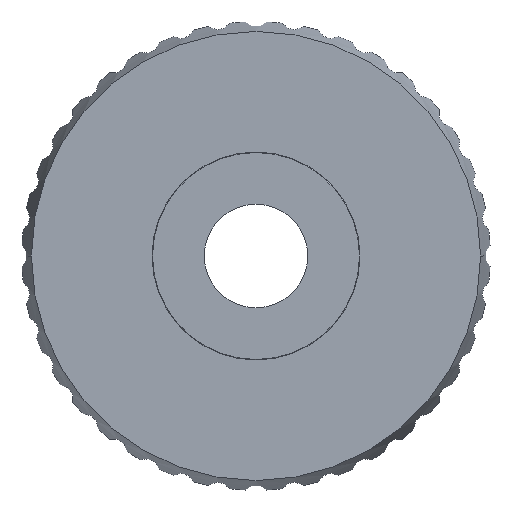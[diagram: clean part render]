
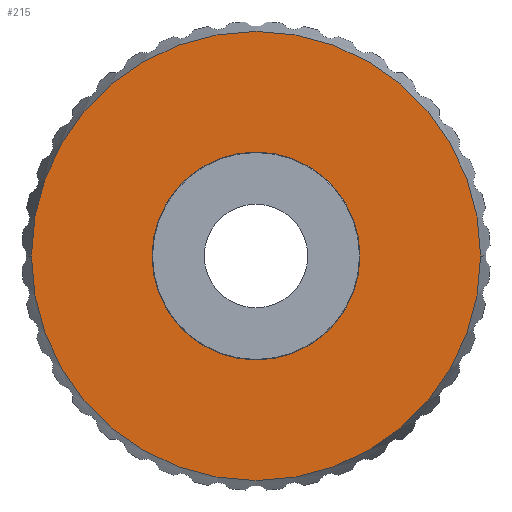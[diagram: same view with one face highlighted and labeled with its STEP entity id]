
A CAD part, front view. The second image highlights one B-rep face of the part: STEP entity #215.
In plain terms, the highlighted planar face has unit normal (0, -1, 0).
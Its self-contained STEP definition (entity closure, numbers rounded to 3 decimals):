
#215=ADVANCED_FACE('',(#558,#559),#560,.T.);
#558=FACE_OUTER_BOUND('',#907,.T.);
#559=FACE_BOUND('',#908,.T.);
#560=PLANE('',#909);
#907=EDGE_LOOP('',(#2350,#2351));
#908=EDGE_LOOP('',(#2352,#2353,#2354));
#909=AXIS2_PLACEMENT_3D('',#2355,#2356,#2357);
#2350=ORIENTED_EDGE('',*,*,#2557,.F.);
#2351=ORIENTED_EDGE('',*,*,#2725,.F.);
#2352=ORIENTED_EDGE('',*,*,#2967,.T.);
#2353=ORIENTED_EDGE('',*,*,#2547,.T.);
#2354=ORIENTED_EDGE('',*,*,#2968,.T.);
#2355=CARTESIAN_POINT('',(28.575,-15.9,0.0));
#2356=DIRECTION('',(0.0,-1.0,0.0));
#2357=DIRECTION('',(-1.0,0.0,0.0));
#2547=EDGE_CURVE('',#3139,#3145,#3147,.T.);
#2557=EDGE_CURVE('',#3163,#3166,#3167,.T.);
#2725=EDGE_CURVE('',#3166,#3163,#3496,.T.);
#2967=EDGE_CURVE('',#3818,#3139,#3819,.T.);
#2968=EDGE_CURVE('',#3145,#3818,#3820,.T.);
#3139=VERTEX_POINT('',#3993);
#3145=VERTEX_POINT('',#3999);
#3147=CIRCLE('',#4001,18.083);
#3163=VERTEX_POINT('',#4021);
#3166=VERTEX_POINT('',#4025);
#3167=CIRCLE('',#4026,39.066);
#3496=CIRCLE('',#4376,39.066);
#3818=VERTEX_POINT('',#5478);
#3819=CIRCLE('',#5479,18.083);
#3820=CIRCLE('',#5480,18.083);
#3993=CARTESIAN_POINT('',(0.,-15.9,-18.083));
#3999=CARTESIAN_POINT('',(0.,-15.9,18.083));
#4001=AXIS2_PLACEMENT_3D('',#5742,#5743,#5744);
#4021=CARTESIAN_POINT('',(39.066,-15.9,0.0));
#4025=CARTESIAN_POINT('',(-39.066,-15.9,0.));
#4026=AXIS2_PLACEMENT_3D('',#5762,#5763,#5764);
#4376=AXIS2_PLACEMENT_3D('',#6254,#6255,#6256);
#5478=CARTESIAN_POINT('',(18.083,-15.9,0.0));
#5479=AXIS2_PLACEMENT_3D('',#6590,#6591,#6592);
#5480=AXIS2_PLACEMENT_3D('',#6593,#6594,#6595);
#5742=CARTESIAN_POINT('',(0.0,-15.9,0.0));
#5743=DIRECTION('',(-0.0,1.0,0.0));
#5744=DIRECTION('',(1.0,0.0,0.0));
#5762=CARTESIAN_POINT('',(0.0,-15.9,0.0));
#5763=DIRECTION('',(-0.0,1.0,0.0));
#5764=DIRECTION('',(1.0,0.0,0.0));
#6254=CARTESIAN_POINT('',(0.0,-15.9,0.0));
#6255=DIRECTION('',(-0.0,1.0,0.0));
#6256=DIRECTION('',(1.0,0.0,0.0));
#6590=CARTESIAN_POINT('',(0.0,-15.9,0.0));
#6591=DIRECTION('',(-0.0,1.0,0.0));
#6592=DIRECTION('',(1.0,0.0,0.0));
#6593=CARTESIAN_POINT('',(0.0,-15.9,0.0));
#6594=DIRECTION('',(-0.0,1.0,0.0));
#6595=DIRECTION('',(1.0,0.0,0.0));
